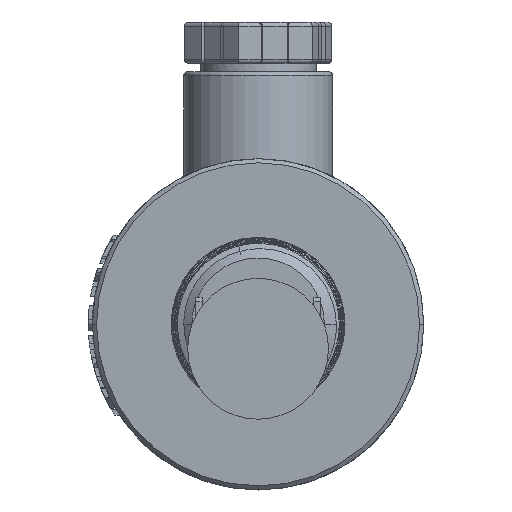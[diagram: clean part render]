
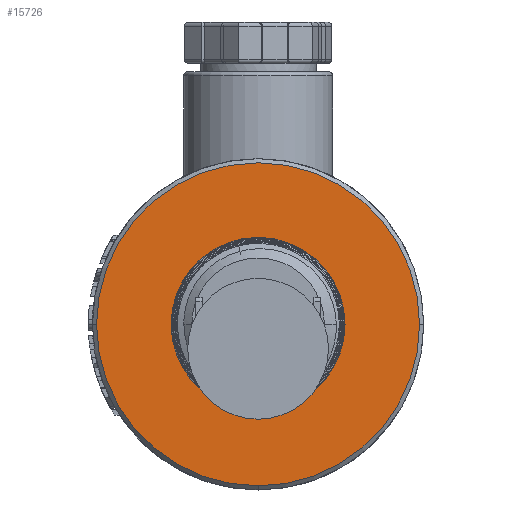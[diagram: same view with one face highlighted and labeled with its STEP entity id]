
A CAD part, left-side view. The second image highlights one B-rep face of the part: STEP entity #15726.
In plain terms, the highlighted planar face has unit normal (-1, 0, 0).
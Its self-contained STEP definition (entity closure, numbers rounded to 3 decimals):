
#765 = VERTEX_POINT ( 'NONE', #25548 ) ;
#928 = DIRECTION ( 'NONE',  ( -1., 0., 0. ) ) ;
#959 = AXIS2_PLACEMENT_3D ( 'NONE', #12639, #9940, #28545 ) ;
#1095 = AXIS2_PLACEMENT_3D ( 'NONE', #18514, #2401, #5123 ) ;
#1499 = DIRECTION ( 'NONE',  ( -1., 0., 0. ) ) ;
#2346 = CARTESIAN_POINT ( 'NONE',  ( 19., -10.5, 0. ) ) ;
#2401 = DIRECTION ( 'NONE',  ( -1., 0., 0. ) ) ;
#2843 = ORIENTED_EDGE ( 'NONE', *, *, #19035, .T. ) ;
#3221 = CARTESIAN_POINT ( 'NONE',  ( 19., 19.5, 0. ) ) ;
#3578 = CARTESIAN_POINT ( 'NONE',  ( 19., 10.5, 0. ) ) ;
#4138 = CIRCLE ( 'NONE', #16765, 19.5 ) ;
#4428 = DIRECTION ( 'NONE',  ( 0., 1., 0. ) ) ;
#5123 = DIRECTION ( 'NONE',  ( 0., 1., 0. ) ) ;
#7601 = VERTEX_POINT ( 'NONE', #2346 ) ;
#8428 = VERTEX_POINT ( 'NONE', #3578 ) ;
#8748 = CARTESIAN_POINT ( 'NONE',  ( 19., 0., 0. ) ) ;
#9940 = DIRECTION ( 'NONE',  ( -1., 0., 0. ) ) ;
#10636 = ORIENTED_EDGE ( 'NONE', *, *, #14579, .T. ) ;
#10766 = VERTEX_POINT ( 'NONE', #12285 ) ;
#12127 = DIRECTION ( 'NONE',  ( 1., 0., 0. ) ) ;
#12285 = CARTESIAN_POINT ( 'NONE',  ( 19., 0., -19.5 ) ) ;
#12639 = CARTESIAN_POINT ( 'NONE',  ( 19., 0., 0. ) ) ;
#13157 = AXIS2_PLACEMENT_3D ( 'NONE', #30013, #12127, #14824 ) ;
#13656 = PLANE ( 'NONE',  #27837 ) ;
#14364 = FACE_BOUND ( 'NONE', #21175, .T. ) ;
#14579 = EDGE_CURVE ( 'NONE', #19625, #10766, #21981, .T. ) ;
#14824 = DIRECTION ( 'NONE',  ( 0., 1., 0. ) ) ;
#15726 = ADVANCED_FACE ( 'NONE', ( #34010, #14364 ), #13656, .F. ) ;
#16087 = AXIS2_PLACEMENT_3D ( 'NONE', #31006, #1499, #4428 ) ;
#16501 = DIRECTION ( 'NONE',  ( 1., 0., 0. ) ) ;
#16765 = AXIS2_PLACEMENT_3D ( 'NONE', #32871, #928, #27526 ) ;
#17120 = EDGE_CURVE ( 'NONE', #765, #19625, #20992, .T. ) ;
#18505 = EDGE_CURVE ( 'NONE', #8428, #7601, #30078, .T. ) ;
#18514 = CARTESIAN_POINT ( 'NONE',  ( 19., 0., 0. ) ) ;
#19035 = EDGE_CURVE ( 'NONE', #10766, #765, #4138, .T. ) ;
#19200 = EDGE_CURVE ( 'NONE', #8428, #7601, #21740, .T. ) ;
#19625 = VERTEX_POINT ( 'NONE', #3221 ) ;
#20299 = ORIENTED_EDGE ( 'NONE', *, *, #18505, .T. ) ;
#20992 = CIRCLE ( 'NONE', #959, 19.5 ) ;
#21175 = EDGE_LOOP ( 'NONE', ( #23766, #20299 ) ) ;
#21725 = DIRECTION ( 'NONE',  ( 0., 1., 0. ) ) ;
#21740 = CIRCLE ( 'NONE', #16087, 10.5 ) ;
#21981 = CIRCLE ( 'NONE', #1095, 19.5 ) ;
#23766 = ORIENTED_EDGE ( 'NONE', *, *, #19200, .F. ) ;
#23957 = EDGE_LOOP ( 'NONE', ( #29728, #10636, #2843 ) ) ;
#25548 = CARTESIAN_POINT ( 'NONE',  ( 19., -19.5, 0. ) ) ;
#27526 = DIRECTION ( 'NONE',  ( 0., 1., 0. ) ) ;
#27837 = AXIS2_PLACEMENT_3D ( 'NONE', #8748, #16501, #21725 ) ;
#28545 = DIRECTION ( 'NONE',  ( 0., -1., 0. ) ) ;
#29728 = ORIENTED_EDGE ( 'NONE', *, *, #17120, .T. ) ;
#30013 = CARTESIAN_POINT ( 'NONE',  ( 19., 0., 0. ) ) ;
#30078 = CIRCLE ( 'NONE', #13157, 10.5 ) ;
#31006 = CARTESIAN_POINT ( 'NONE',  ( 19., 0., 0. ) ) ;
#32871 = CARTESIAN_POINT ( 'NONE',  ( 19., 0., 0. ) ) ;
#34010 = FACE_OUTER_BOUND ( 'NONE', #23957, .T. ) ;
